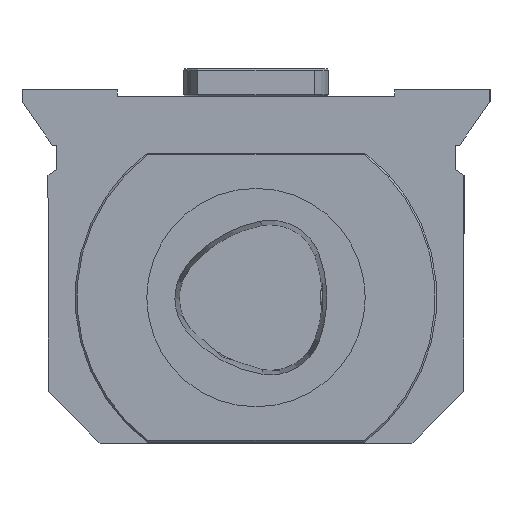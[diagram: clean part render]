
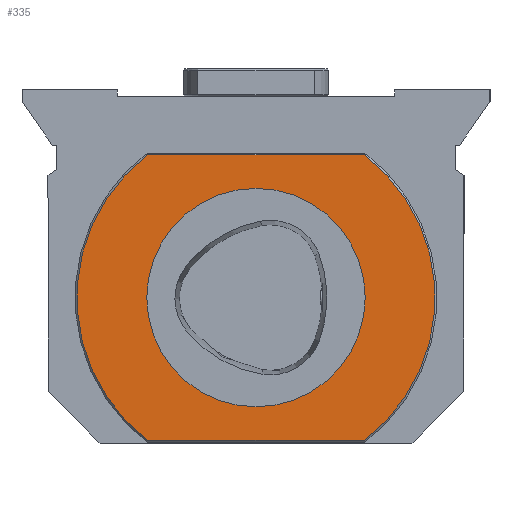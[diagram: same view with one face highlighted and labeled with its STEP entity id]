
A CAD part, left-side view. The second image highlights one B-rep face of the part: STEP entity #335.
In plain terms, the highlighted planar face has unit normal (-1, 0, 0).
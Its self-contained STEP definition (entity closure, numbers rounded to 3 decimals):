
#61=LINE('',#1523,#152);
#62=LINE('',#1525,#153);
#152=VECTOR('',#1194,1.);
#153=VECTOR('',#1197,1.);
#236=PLANE('',#1055);
#335=ADVANCED_FACE('',(#399,#400),#236,.T.);
#399=FACE_BOUND('',#428,.T.);
#400=FACE_BOUND('',#429,.T.);
#428=EDGE_LOOP('',(#543,#544,#545,#546));
#429=EDGE_LOOP('',(#547));
#543=ORIENTED_EDGE('',*,*,#858,.T.);
#544=ORIENTED_EDGE('',*,*,#861,.T.);
#545=ORIENTED_EDGE('',*,*,#859,.T.);
#546=ORIENTED_EDGE('',*,*,#856,.T.);
#547=ORIENTED_EDGE('',*,*,#849,.F.);
#757=VERTEX_POINT('',#1498);
#758=VERTEX_POINT('',#1510);
#759=VERTEX_POINT('',#1515);
#760=VERTEX_POINT('',#1522);
#761=VERTEX_POINT('',#1526);
#849=EDGE_CURVE('',#757,#757,#971,.T.);
#856=EDGE_CURVE('',#758,#759,#972,.T.);
#858=EDGE_CURVE('',#759,#760,#61,.T.);
#859=EDGE_CURVE('',#761,#758,#62,.T.);
#861=EDGE_CURVE('',#760,#761,#973,.T.);
#971=CIRCLE('',#1045,31.5);
#972=CIRCLE('',#1049,51.675);
#973=CIRCLE('',#1053,51.675);
#1045=AXIS2_PLACEMENT_3D('',#1497,#1178,#1179);
#1049=AXIS2_PLACEMENT_3D('',#1516,#1190,#1191);
#1053=AXIS2_PLACEMENT_3D('',#1532,#1200,#1201);
#1055=AXIS2_PLACEMENT_3D('',#1534,#1204,#1205);
#1178=DIRECTION('',(-1.,0.,0.));
#1179=DIRECTION('',(0.,-1.,0.));
#1190=DIRECTION('',(-1.,0.,0.));
#1191=DIRECTION('',(0.,-1.,0.));
#1194=DIRECTION('',(0.,1.,0.));
#1197=DIRECTION('',(0.,-1.,0.));
#1200=DIRECTION('',(-1.,0.,0.));
#1201=DIRECTION('',(0.,-1.,0.));
#1204=DIRECTION('',(-1.,0.,0.));
#1205=DIRECTION('',(0.,0.,-1.));
#1497=CARTESIAN_POINT('',(-204.5,0.,-60.));
#1498=CARTESIAN_POINT('',(-204.5,-31.5,-60.));
#1510=CARTESIAN_POINT('',(-204.5,-31.224,-101.175));
#1515=CARTESIAN_POINT('',(-204.5,-31.224,-18.825));
#1516=CARTESIAN_POINT('',(-204.5,0.,-60.));
#1522=CARTESIAN_POINT('',(-204.5,31.224,-18.825));
#1523=CARTESIAN_POINT('',(-204.5,-31.224,-18.825));
#1525=CARTESIAN_POINT('',(-204.5,31.224,-101.175));
#1526=CARTESIAN_POINT('',(-204.5,31.224,-101.175));
#1532=CARTESIAN_POINT('',(-204.5,0.,-60.));
#1534=CARTESIAN_POINT('',(-204.5,44.,-60.));
